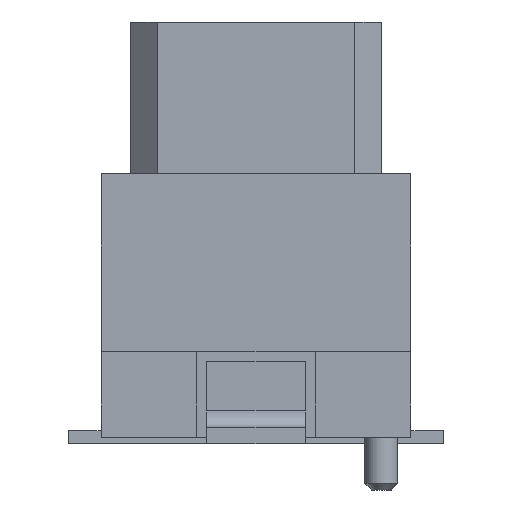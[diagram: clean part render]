
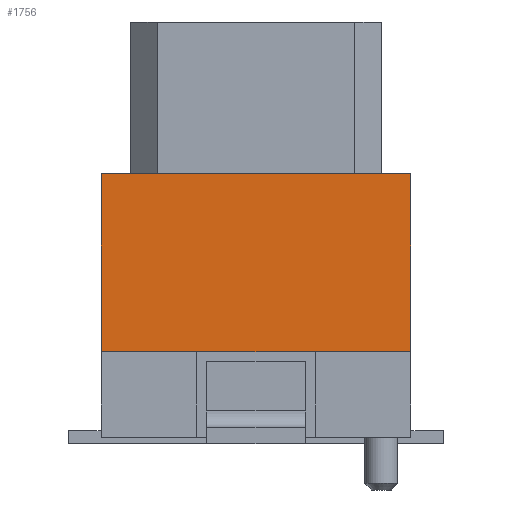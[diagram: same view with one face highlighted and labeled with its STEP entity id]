
A CAD part, front view. The second image highlights one B-rep face of the part: STEP entity #1756.
In plain terms, the highlighted planar face has unit normal (0, -1, 0).
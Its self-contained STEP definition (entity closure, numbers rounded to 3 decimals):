
#245 = VERTEX_POINT('',#246);
#246 = CARTESIAN_POINT('',(0.9,-6.6,1.4));
#252 = EDGE_CURVE('',#245,#253,#255,.T.);
#253 = VERTEX_POINT('',#254);
#254 = CARTESIAN_POINT('',(-0.9,-6.6,1.4));
#255 = LINE('',#256,#257);
#256 = CARTESIAN_POINT('',(2.35,-6.6,1.4));
#257 = VECTOR('',#258,1.);
#258 = DIRECTION('',(-1.,0.,0.));
#1756 = ADVANCED_FACE('',(#1757),#1798,.T.);
#1757 = FACE_BOUND('',#1758,.T.);
#1758 = EDGE_LOOP('',(#1759,#1769,#1777,#1785,#1791,#1792));
#1759 = ORIENTED_EDGE('',*,*,#1760,.T.);
#1760 = EDGE_CURVE('',#1761,#1763,#1765,.T.);
#1761 = VERTEX_POINT('',#1762);
#1762 = CARTESIAN_POINT('',(2.35,-6.6,1.4));
#1763 = VERTEX_POINT('',#1764);
#1764 = CARTESIAN_POINT('',(2.35,-6.6,4.1));
#1765 = LINE('',#1766,#1767);
#1766 = CARTESIAN_POINT('',(2.35,-6.6,1.4));
#1767 = VECTOR('',#1768,1.);
#1768 = DIRECTION('',(0.,0.,1.));
#1769 = ORIENTED_EDGE('',*,*,#1770,.T.);
#1770 = EDGE_CURVE('',#1763,#1771,#1773,.T.);
#1771 = VERTEX_POINT('',#1772);
#1772 = CARTESIAN_POINT('',(-2.35,-6.6,4.1));
#1773 = LINE('',#1774,#1775);
#1774 = CARTESIAN_POINT('',(2.35,-6.6,4.1));
#1775 = VECTOR('',#1776,1.);
#1776 = DIRECTION('',(-1.,0.,0.));
#1777 = ORIENTED_EDGE('',*,*,#1778,.F.);
#1778 = EDGE_CURVE('',#1779,#1771,#1781,.T.);
#1779 = VERTEX_POINT('',#1780);
#1780 = CARTESIAN_POINT('',(-2.35,-6.6,1.4));
#1781 = LINE('',#1782,#1783);
#1782 = CARTESIAN_POINT('',(-2.35,-6.6,1.4));
#1783 = VECTOR('',#1784,1.);
#1784 = DIRECTION('',(0.,0.,1.));
#1785 = ORIENTED_EDGE('',*,*,#1786,.F.);
#1786 = EDGE_CURVE('',#253,#1779,#1787,.T.);
#1787 = LINE('',#1788,#1789);
#1788 = CARTESIAN_POINT('',(2.35,-6.6,1.4));
#1789 = VECTOR('',#1790,1.);
#1790 = DIRECTION('',(-1.,0.,0.));
#1791 = ORIENTED_EDGE('',*,*,#252,.F.);
#1792 = ORIENTED_EDGE('',*,*,#1793,.F.);
#1793 = EDGE_CURVE('',#1761,#245,#1794,.T.);
#1794 = LINE('',#1795,#1796);
#1795 = CARTESIAN_POINT('',(2.35,-6.6,1.4));
#1796 = VECTOR('',#1797,1.);
#1797 = DIRECTION('',(-1.,0.,0.));
#1798 = PLANE('',#1799);
#1799 = AXIS2_PLACEMENT_3D('',#1800,#1801,#1802);
#1800 = CARTESIAN_POINT('',(2.35,-6.6,1.4));
#1801 = DIRECTION('',(0.,-1.,0.));
#1802 = DIRECTION('',(-1.,0.,0.));
